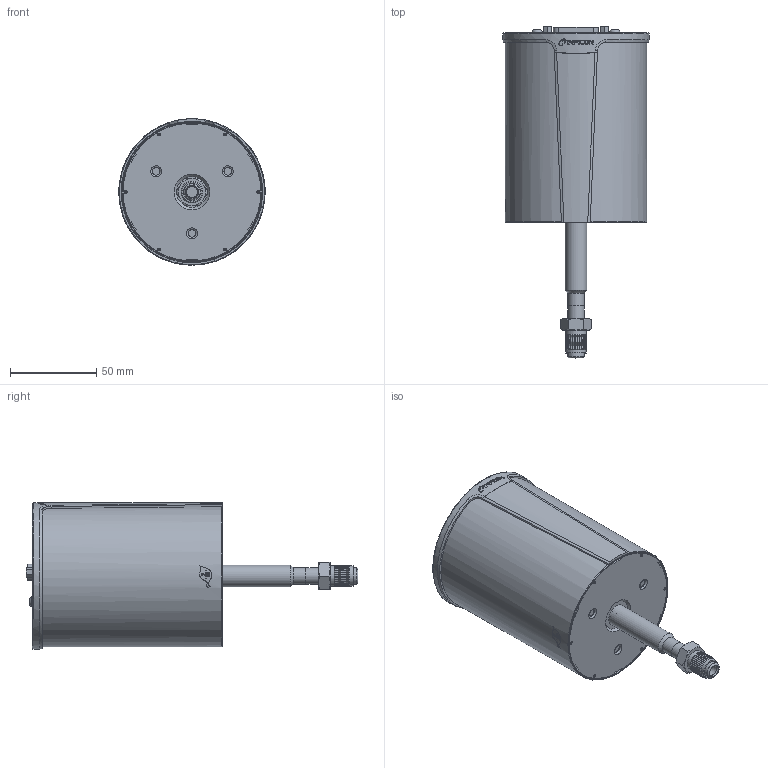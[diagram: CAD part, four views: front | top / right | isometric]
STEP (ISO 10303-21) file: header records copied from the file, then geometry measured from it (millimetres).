
FILE_DESCRIPTION(/* description */ (''),/* implementation_level */ '2;1');
FILE_NAME(/* name */ 'MCDG045Dhs_4-VCR male_ECAT_II.stp',/* time_stamp */ '2023-01-31T10:51:46+01:00',/* author */ ('cons002'),/* organization */ (''),/* preprocessor_version */ 'ST-DEVELOPER v18.1',/* originating_system */ 'Autodesk Inventor 2021',/* authorisation */ '');
FILE_SCHEMA (('AUTOMOTIVE_DESIGN { 1 0 10303 214 3 1 1 }'));
Length unit declared in the file: millimetre
Products named in the file (1): Bauteil62
Bounding box: 84.99 x 192.77 x 85 mm (x, y, z)
Volume: 585333.5 mm3; surface area: 95218.7 mm2
Topology: 1 solids, 4 shells, 3709 faces, 10327 edges, 6739 vertices
Faces by surface type: plane 2528, cylinder 522, bspline 511, torus 61, cone 55, sphere 32
Full cylindrical faces by diameter (mm): 1 x20, 1.5 x2, 2.156 x2, 2.8 x2, 2.845 x2, 2.9 x2, 3 x5, 3.2 x4, 3.4 x2, 3.5 x4, 5.7 x2, 6.2 x2, 6.35 x1, 7.874 x1, 7.9 x1, 9.5 x1, 9.525 x1, 9.6 x1, 9.906 x2, 10.2 x1, 10.6 x1, 11.5 x1, 11.7 x1, 11.783 x13, 12.7 x14, 80 x1, 82.2 x1, 85 x1
Entity records: 138082 total; most frequent: CARTESIAN_POINT 39745, ORIENTED_EDGE 20616, DIRECTION 18596, EDGE_CURVE 10308, VERTEX_POINT 6739, AXIS2_PLACEMENT_3D 6218, LINE 6160, VECTOR 6160
